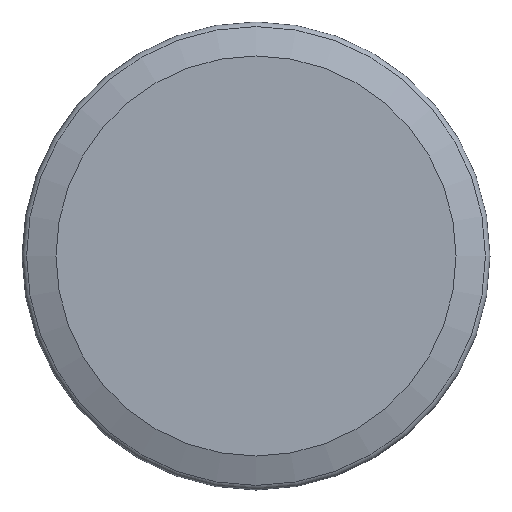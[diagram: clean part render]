
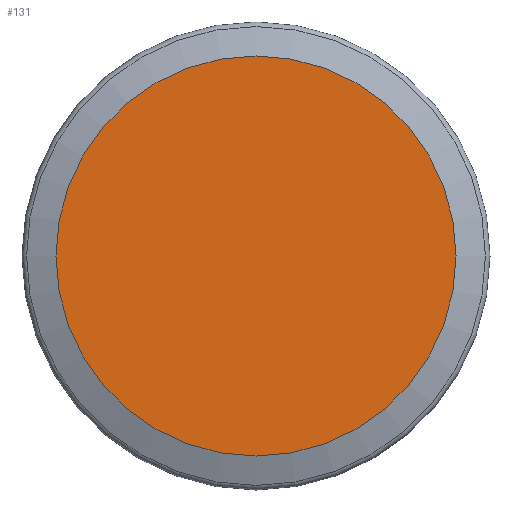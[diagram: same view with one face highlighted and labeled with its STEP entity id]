
A CAD part, left-side view. The second image highlights one B-rep face of the part: STEP entity #131.
In plain terms, the highlighted planar face has unit normal (-1, 0, 0).
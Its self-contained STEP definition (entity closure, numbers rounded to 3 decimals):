
#28=ORIENTED_EDGE('',*,*,#50,.F.);
#50=EDGE_CURVE('',#61,#61,#72,.T.);
#61=VERTEX_POINT('',#230);
#72=CIRCLE('',#157,57.274);
#83=EDGE_LOOP('',(#28));
#105=FACE_BOUND('',#83,.T.);
#127=PLANE('',#156);
#131=ADVANCED_FACE('',(#105),#127,.T.);
#156=AXIS2_PLACEMENT_3D('',#228,#181,#182);
#157=AXIS2_PLACEMENT_3D('',#229,#183,#184);
#181=DIRECTION('',(-1.,0.,0.));
#182=DIRECTION('',(0.,0.,1.));
#183=DIRECTION('',(1.,0.,0.));
#184=DIRECTION('',(0.,1.,0.));
#228=CARTESIAN_POINT('',(-5.75,28.637,0.));
#229=CARTESIAN_POINT('',(-5.75,0.,0.));
#230=CARTESIAN_POINT('',(-5.75,57.274,0.));
